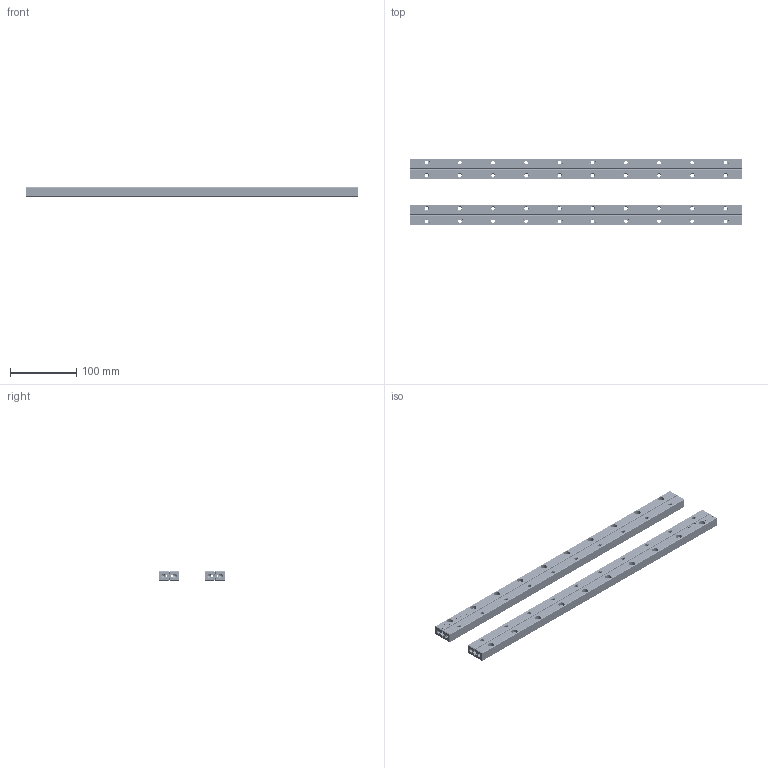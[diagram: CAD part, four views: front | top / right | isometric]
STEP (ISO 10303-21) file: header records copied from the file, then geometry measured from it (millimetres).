
FILE_DESCRIPTION(/* description */ (''),/* implementation_level */ '2;1');
FILE_NAME(/* name */ 'Set RSDE-6500x48KRE-ACC_stp.stp',/* time_stamp */ '2025-03-27T09:04:49+01:00',/* author */ (''),/* organization */ (''),/* preprocessor_version */ 'ST-DEVELOPER v16.7',/* originating_system */ 'SIEMENS PLM Software NX 12.0',/* authorisation */ '');
FILE_SCHEMA (('AUTOMOTIVE_DESIGN { 1 0 10303 214 3 1 1 1 }'));
Products named in the file (1): Set RSDE-6500x48KRE-ACC_stp
Bounding box: 500 x 100 x 15 mm (x, y, z)
Volume: 407666.9 mm3; surface area: 186470.9 mm2
Topology: 120 solids, 120 shells, 9198 faces, 25550 edges, 16784 vertices
Faces by surface type: plane 5984, cylinder 1856, bspline 584, cone 508, torus 142, extrusion 124
Full cylindrical faces by diameter (mm): 0.8 x416, 2 x8, 4 x96, 4.3 x8, 5.2 x48, 6 x96, 9.5 x40
Entity records: 305210 total; most frequent: CARTESIAN_POINT 68609, ORIENTED_EDGE 47952, DIRECTION 43282, EDGE_CURVE 23976, VECTOR 17776, LINE 17652, VERTEX_POINT 16468, AXIS2_PLACEMENT_3D 12753
